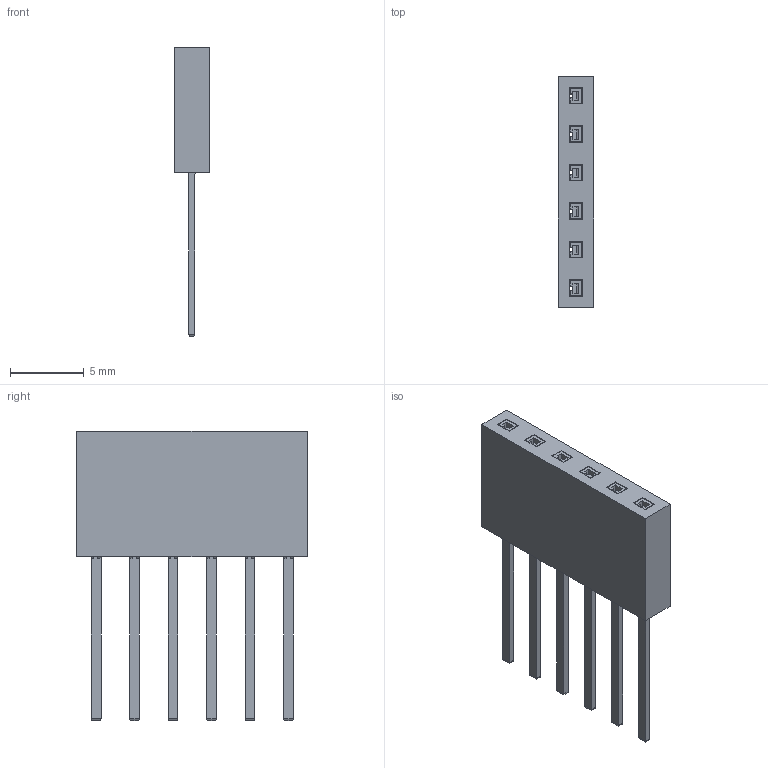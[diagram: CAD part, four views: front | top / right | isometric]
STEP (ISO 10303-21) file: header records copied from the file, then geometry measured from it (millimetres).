
FILE_DESCRIPTION(/* description */ ('Alibre Inc.'),/* implementation_level */ '2;1');
FILE_NAME(/* name */ 'export-9DC12A2A-61D6-4150-A408-93E5B6D6289E',/* time_stamp */ '2021-12-30T11:34:07-05:00',/* author */ (''),/* organization */ (''),/* preprocessor_version */ 'ST-DEVELOPER v17',/* originating_system */ 'Alibre',/* authorisation */ '');
FILE_SCHEMA (('CONFIG_CONTROL_DESIGN'));
Length unit declared in the file: centimetre
Bounding box: 2.4 x 15.7 x 19.65 mm (x, y, z)
Volume: 313.9 mm3; surface area: 1016.9 mm2
Topology: 7 solids, 7 shells, 198 faces, 558 edges, 362 vertices
Faces by surface type: plane 150, cylinder 48
Entity records: 6409 total; most frequent: ORIENTED_EDGE 1116, CARTESIAN_POINT 1104, DIRECTION 866, EDGE_CURVE 558, VECTOR 468, LINE 468, VERTEX_POINT 362, AXIS2_PLACEMENT_3D 274
